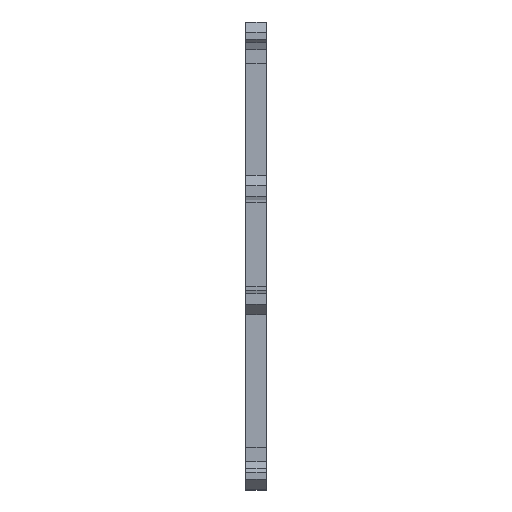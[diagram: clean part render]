
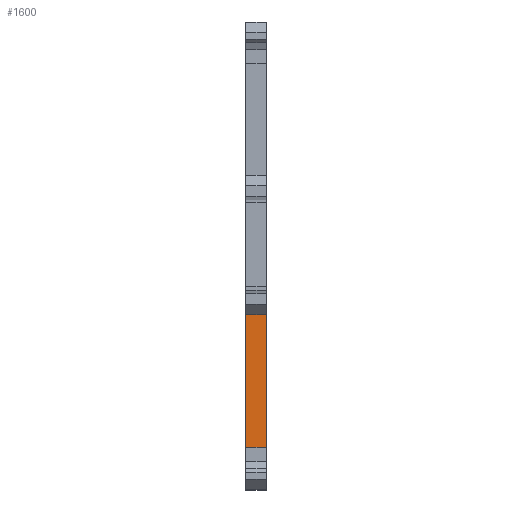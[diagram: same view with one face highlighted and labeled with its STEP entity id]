
A CAD part, top view. The second image highlights one B-rep face of the part: STEP entity #1600.
In plain terms, the highlighted planar face has unit normal (0, 0, 1).
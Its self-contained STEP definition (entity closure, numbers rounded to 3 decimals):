
#373 = CARTESIAN_POINT ( 'NONE',  ( 62., 306., -3. ) ) ;
#546 = DIRECTION ( 'NONE',  ( 1., 0., 0. ) ) ;
#563 = DIRECTION ( 'NONE',  ( 0., 1., 0. ) ) ;
#571 = CARTESIAN_POINT ( 'NONE',  ( 62., 306., -3. ) ) ;
#575 = CARTESIAN_POINT ( 'NONE',  ( 62., 0., -3. ) ) ;
#583 = CARTESIAN_POINT ( 'NONE',  ( 62., 325., -3. ) ) ;
#586 = DIRECTION ( 'NONE',  ( 1., 0., 0. ) ) ;
#1238 = VERTEX_POINT ( 'NONE', #1840 ) ;
#1381 = VECTOR ( 'NONE', #546, 1000. ) ;
#1382 = LINE ( 'NONE', #571, #1381 ) ;
#1388 = VECTOR ( 'NONE', #563, 1000. ) ;
#1390 = LINE ( 'NONE', #575, #1388 ) ;
#1406 = LINE ( 'NONE', #583, #1439 ) ;
#1439 = VECTOR ( 'NONE', #586, 1000. ) ;
#1600 = ADVANCED_FACE ( 'NONE', ( #2848 ), #3854, .T. ) ;
#1840 = CARTESIAN_POINT ( 'NONE',  ( 65., 306., -3. ) ) ;
#1992 = EDGE_CURVE ( 'NONE', #1238, #2964, #2224, .T. ) ;
#2216 = VECTOR ( 'NONE', #2970, 1000. ) ;
#2224 = LINE ( 'NONE', #2940, #2216 ) ;
#2275 = CARTESIAN_POINT ( 'NONE',  ( 65., 325., -3. ) ) ;
#2720 = AXIS2_PLACEMENT_3D ( 'NONE', #3821, #3809, #3787 ) ;
#2788 = CARTESIAN_POINT ( 'NONE',  ( 62., 325., -3. ) ) ;
#2848 = FACE_OUTER_BOUND ( 'NONE', #2979, .T. ) ;
#2940 = CARTESIAN_POINT ( 'NONE',  ( 65., 0., -3. ) ) ;
#2964 = VERTEX_POINT ( 'NONE', #2275 ) ;
#2970 = DIRECTION ( 'NONE',  ( 0., 1., 0. ) ) ;
#2979 = EDGE_LOOP ( 'NONE', ( #4016, #4018, #4021, #4026 ) ) ;
#3220 = EDGE_CURVE ( 'NONE', #3619, #2964, #1406, .T. ) ;
#3221 = EDGE_CURVE ( 'NONE', #4155, #3619, #1390, .T. ) ;
#3226 = EDGE_CURVE ( 'NONE', #4155, #1238, #1382, .T. ) ;
#3619 = VERTEX_POINT ( 'NONE', #2788 ) ;
#3787 = DIRECTION ( 'NONE',  ( -1., 0., 0. ) ) ;
#3809 = DIRECTION ( 'NONE',  ( 0., 0., 1. ) ) ;
#3821 = CARTESIAN_POINT ( 'NONE',  ( 62., 0., -3. ) ) ;
#3854 = PLANE ( 'NONE',  #2720 ) ;
#4016 = ORIENTED_EDGE ( 'NONE', *, *, #1992, .T. ) ;
#4018 = ORIENTED_EDGE ( 'NONE', *, *, #3220, .F. ) ;
#4021 = ORIENTED_EDGE ( 'NONE', *, *, #3221, .F. ) ;
#4026 = ORIENTED_EDGE ( 'NONE', *, *, #3226, .T. ) ;
#4155 = VERTEX_POINT ( 'NONE', #373 ) ;
